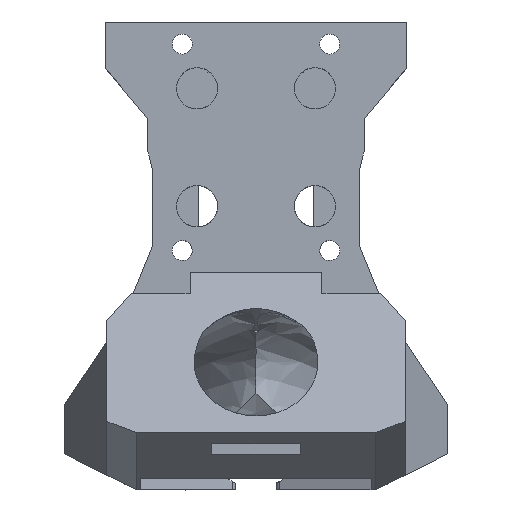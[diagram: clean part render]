
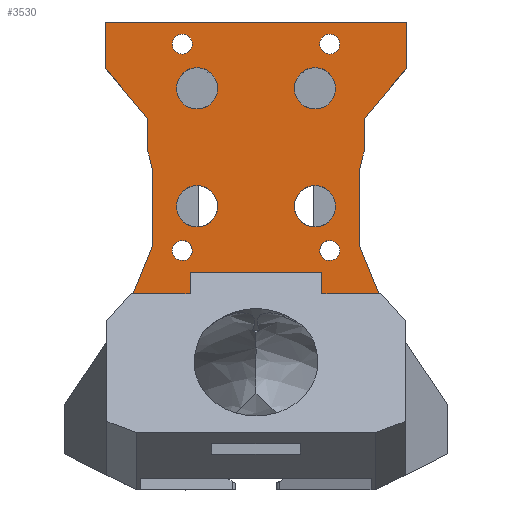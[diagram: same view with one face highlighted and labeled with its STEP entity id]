
A CAD part, front view. The second image highlights one B-rep face of the part: STEP entity #3530.
In plain terms, the highlighted planar face has unit normal (0, -1, 0).
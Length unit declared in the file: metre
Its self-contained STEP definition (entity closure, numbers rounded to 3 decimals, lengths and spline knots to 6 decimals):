
#47=CIRCLE('',#3744,0.0035);
#48=CIRCLE('',#3745,0.0035);
#49=CIRCLE('',#3746,0.0017);
#50=CIRCLE('',#3747,0.0017);
#51=CIRCLE('',#3748,0.0035);
#52=CIRCLE('',#3749,0.0035);
#53=CIRCLE('',#3750,0.0017);
#54=CIRCLE('',#3751,0.0017);
#337=ORIENTED_EDGE('',*,*,#1348,.F.);
#338=ORIENTED_EDGE('',*,*,#1374,.T.);
#339=ORIENTED_EDGE('',*,*,#1375,.F.);
#340=ORIENTED_EDGE('',*,*,#1376,.F.);
#341=ORIENTED_EDGE('',*,*,#1377,.F.);
#342=ORIENTED_EDGE('',*,*,#1378,.F.);
#343=ORIENTED_EDGE('',*,*,#1379,.F.);
#344=ORIENTED_EDGE('',*,*,#1380,.T.);
#345=ORIENTED_EDGE('',*,*,#1381,.T.);
#346=ORIENTED_EDGE('',*,*,#1382,.T.);
#347=ORIENTED_EDGE('',*,*,#1383,.T.);
#348=ORIENTED_EDGE('',*,*,#1384,.F.);
#349=ORIENTED_EDGE('',*,*,#1355,.T.);
#350=ORIENTED_EDGE('',*,*,#1385,.T.);
#351=ORIENTED_EDGE('',*,*,#1386,.F.);
#352=ORIENTED_EDGE('',*,*,#1387,.F.);
#353=ORIENTED_EDGE('',*,*,#1388,.T.);
#354=ORIENTED_EDGE('',*,*,#1389,.T.);
#355=ORIENTED_EDGE('',*,*,#1390,.T.);
#356=ORIENTED_EDGE('',*,*,#1391,.T.);
#357=ORIENTED_EDGE('',*,*,#1392,.F.);
#358=ORIENTED_EDGE('',*,*,#1393,.F.);
#1348=EDGE_CURVE('',#1867,#1869,#2190,.T.);
#1355=EDGE_CURVE('',#1875,#1876,#2196,.T.);
#1374=EDGE_CURVE('',#1867,#1891,#2212,.T.);
#1375=EDGE_CURVE('',#1892,#1891,#2213,.T.);
#1376=EDGE_CURVE('',#1893,#1892,#2214,.T.);
#1377=EDGE_CURVE('',#1894,#1893,#2215,.T.);
#1378=EDGE_CURVE('',#1895,#1894,#2216,.T.);
#1379=EDGE_CURVE('',#1896,#1895,#2217,.T.);
#1380=EDGE_CURVE('',#1896,#1897,#2218,.T.);
#1381=EDGE_CURVE('',#1897,#1898,#2219,.T.);
#1382=EDGE_CURVE('',#1898,#1899,#2220,.T.);
#1383=EDGE_CURVE('',#1899,#1900,#2221,.T.);
#1384=EDGE_CURVE('',#1875,#1900,#2222,.T.);
#1385=EDGE_CURVE('',#1876,#1869,#2223,.T.);
#1386=EDGE_CURVE('',#1901,#1901,#47,.T.);
#1387=EDGE_CURVE('',#1902,#1902,#48,.T.);
#1388=EDGE_CURVE('',#1903,#1903,#49,.T.);
#1389=EDGE_CURVE('',#1904,#1904,#50,.T.);
#1390=EDGE_CURVE('',#1905,#1905,#51,.T.);
#1391=EDGE_CURVE('',#1906,#1906,#52,.T.);
#1392=EDGE_CURVE('',#1907,#1907,#53,.T.);
#1393=EDGE_CURVE('',#1908,#1908,#54,.T.);
#1867=VERTEX_POINT('',#5805);
#1869=VERTEX_POINT('',#5808);
#1875=VERTEX_POINT('',#5825);
#1876=VERTEX_POINT('',#5826);
#1891=VERTEX_POINT('',#5866);
#1892=VERTEX_POINT('',#5868);
#1893=VERTEX_POINT('',#5870);
#1894=VERTEX_POINT('',#5872);
#1895=VERTEX_POINT('',#5874);
#1896=VERTEX_POINT('',#5876);
#1897=VERTEX_POINT('',#5878);
#1898=VERTEX_POINT('',#5880);
#1899=VERTEX_POINT('',#5882);
#1900=VERTEX_POINT('',#5884);
#1901=VERTEX_POINT('',#5888);
#1902=VERTEX_POINT('',#5890);
#1903=VERTEX_POINT('',#5892);
#1904=VERTEX_POINT('',#5894);
#1905=VERTEX_POINT('',#5896);
#1906=VERTEX_POINT('',#5898);
#1907=VERTEX_POINT('',#5900);
#1908=VERTEX_POINT('',#5902);
#2190=LINE('',#5807,#2539);
#2196=LINE('',#5824,#2545);
#2212=LINE('',#5865,#2561);
#2213=LINE('',#5867,#2562);
#2214=LINE('',#5869,#2563);
#2215=LINE('',#5871,#2564);
#2216=LINE('',#5873,#2565);
#2217=LINE('',#5875,#2566);
#2218=LINE('',#5877,#2567);
#2219=LINE('',#5879,#2568);
#2220=LINE('',#5881,#2569);
#2221=LINE('',#5883,#2570);
#2222=LINE('',#5885,#2571);
#2223=LINE('',#5886,#2572);
#2539=VECTOR('',#4078,1.);
#2545=VECTOR('',#4086,1.);
#2561=VECTOR('',#4112,1.);
#2562=VECTOR('',#4113,1.);
#2563=VECTOR('',#4114,1.);
#2564=VECTOR('',#4115,1.);
#2565=VECTOR('',#4116,1.);
#2566=VECTOR('',#4117,1.);
#2567=VECTOR('',#4118,1.);
#2568=VECTOR('',#4119,1.);
#2569=VECTOR('',#4120,1.);
#2570=VECTOR('',#4121,1.);
#2571=VECTOR('',#4122,1.);
#2572=VECTOR('',#4123,1.);
#2868=EDGE_LOOP('',(#337,#338,#339,#340,#341,#342,#343,#344,#345,#346,#347,
#348,#349,#350));
#2869=EDGE_LOOP('',(#351));
#2870=EDGE_LOOP('',(#352));
#2871=EDGE_LOOP('',(#353));
#2872=EDGE_LOOP('',(#354));
#2873=EDGE_LOOP('',(#355));
#2874=EDGE_LOOP('',(#356));
#2875=EDGE_LOOP('',(#357));
#2876=EDGE_LOOP('',(#358));
#3135=FACE_BOUND('',#2868,.T.);
#3136=FACE_BOUND('',#2869,.T.);
#3137=FACE_BOUND('',#2870,.T.);
#3138=FACE_BOUND('',#2871,.T.);
#3139=FACE_BOUND('',#2872,.T.);
#3140=FACE_BOUND('',#2873,.T.);
#3141=FACE_BOUND('',#2874,.T.);
#3142=FACE_BOUND('',#2875,.T.);
#3143=FACE_BOUND('',#2876,.T.);
#3394=PLANE('',#3743);
#3530=ADVANCED_FACE('',(#3135,#3136,#3137,#3138,#3139,#3140,#3141,#3142,
#3143),#3394,.F.);
#3743=AXIS2_PLACEMENT_3D('',#5864,#4110,#4111);
#3744=AXIS2_PLACEMENT_3D('',#5887,#4124,#4125);
#3745=AXIS2_PLACEMENT_3D('',#5889,#4126,#4127);
#3746=AXIS2_PLACEMENT_3D('',#5891,#4128,#4129);
#3747=AXIS2_PLACEMENT_3D('',#5893,#4130,#4131);
#3748=AXIS2_PLACEMENT_3D('',#5895,#4132,#4133);
#3749=AXIS2_PLACEMENT_3D('',#5897,#4134,#4135);
#3750=AXIS2_PLACEMENT_3D('',#5899,#4136,#4137);
#3751=AXIS2_PLACEMENT_3D('',#5901,#4138,#4139);
#4078=DIRECTION('',(0.378,0.,-0.926));
#4086=DIRECTION('',(-0.378,0.,-0.926));
#4110=DIRECTION('',(0.,1.,0.));
#4111=DIRECTION('',(0.,0.,1.));
#4112=DIRECTION('',(0.,0.,1.));
#4113=DIRECTION('',(-0.236,0.,-0.972));
#4114=DIRECTION('',(0.,0.,-1.));
#4115=DIRECTION('',(-0.643,0.,-0.766));
#4116=DIRECTION('',(0.,0.,-1.));
#4117=DIRECTION('',(1.,0.,0.));
#4118=DIRECTION('',(0.,0.,-1.));
#4119=DIRECTION('',(0.643,0.,-0.766));
#4120=DIRECTION('',(0.,0.,-1.));
#4121=DIRECTION('',(0.236,0.,-0.972));
#4122=DIRECTION('',(0.,0.,1.));
#4123=DIRECTION('',(1.,0.,0.));
#4124=DIRECTION('',(0.,-1.,0.));
#4125=DIRECTION('',(0.,0.,-1.));
#4126=DIRECTION('',(0.,-1.,0.));
#4127=DIRECTION('',(0.,0.,-1.));
#4128=DIRECTION('',(0.,1.,0.));
#4129=DIRECTION('',(-1.,0.,0.));
#4130=DIRECTION('',(0.,1.,0.));
#4131=DIRECTION('',(-1.,0.,0.));
#4132=DIRECTION('',(0.,1.,0.));
#4133=DIRECTION('',(0.,0.,-1.));
#4134=DIRECTION('',(0.,1.,0.));
#4135=DIRECTION('',(0.,0.,-1.));
#4136=DIRECTION('',(0.,-1.,0.));
#4137=DIRECTION('',(1.,0.,0.));
#4138=DIRECTION('',(0.,-1.,0.));
#4139=DIRECTION('',(1.,0.,0.));
#5805=CARTESIAN_POINT('',(0.0175,-0.01365,0.043332));
#5807=CARTESIAN_POINT('',(0.023813,-0.01365,0.027869));
#5808=CARTESIAN_POINT('',(0.023274,-0.01365,0.02919));
#5824=CARTESIAN_POINT('',(-0.023813,-0.01365,0.027869));
#5825=CARTESIAN_POINT('',(-0.0175,-0.01365,0.043332));
#5826=CARTESIAN_POINT('',(-0.023274,-0.01365,0.02919));
#5864=CARTESIAN_POINT('',(0.,-0.01365,0.018147));
#5865=CARTESIAN_POINT('',(0.0175,-0.01365,0.018147));
#5866=CARTESIAN_POINT('',(0.0175,-0.01365,0.055865));
#5867=CARTESIAN_POINT('',(0.01795,-0.01365,0.05772));
#5868=CARTESIAN_POINT('',(0.0184,-0.01365,0.059575));
#5869=CARTESIAN_POINT('',(0.0184,-0.01365,0.064575));
#5870=CARTESIAN_POINT('',(0.0184,-0.01365,0.064908));
#5871=CARTESIAN_POINT('',(0.024726,-0.01365,0.072447));
#5872=CARTESIAN_POINT('',(0.0256,-0.01365,0.073489));
#5873=CARTESIAN_POINT('',(0.0256,-0.01365,0.07875));
#5874=CARTESIAN_POINT('',(0.0256,-0.01365,0.08125));
#5875=CARTESIAN_POINT('',(0.012,-0.01365,0.08125));
#5876=CARTESIAN_POINT('',(-0.0256,-0.01365,0.08125));
#5877=CARTESIAN_POINT('',(-0.0256,-0.01365,0.07875));
#5878=CARTESIAN_POINT('',(-0.0256,-0.01365,0.073489));
#5879=CARTESIAN_POINT('',(-0.024726,-0.01365,0.072447));
#5880=CARTESIAN_POINT('',(-0.0184,-0.01365,0.064908));
#5881=CARTESIAN_POINT('',(-0.0184,-0.01365,0.064575));
#5882=CARTESIAN_POINT('',(-0.0184,-0.01365,0.059575));
#5883=CARTESIAN_POINT('',(-0.01795,-0.01365,0.05772));
#5884=CARTESIAN_POINT('',(-0.0175,-0.01365,0.055865));
#5885=CARTESIAN_POINT('',(-0.0175,-0.01365,0.018147));
#5886=CARTESIAN_POINT('',(-0.12414,-0.01365,0.02919));
#5887=CARTESIAN_POINT('',(-0.01,-0.01365,0.05));
#5888=CARTESIAN_POINT('',(-0.01,-0.01365,0.0465));
#5889=CARTESIAN_POINT('',(-0.01,-0.01365,0.07));
#5890=CARTESIAN_POINT('',(-0.01,-0.01365,0.0665));
#5891=CARTESIAN_POINT('',(-0.0125,-0.01365,0.0425));
#5892=CARTESIAN_POINT('',(-0.0142,-0.01365,0.0425));
#5893=CARTESIAN_POINT('',(-0.0125,-0.01365,0.0775));
#5894=CARTESIAN_POINT('',(-0.0142,-0.01365,0.0775));
#5895=CARTESIAN_POINT('',(0.01,-0.01365,0.05));
#5896=CARTESIAN_POINT('',(0.01,-0.01365,0.0465));
#5897=CARTESIAN_POINT('',(0.01,-0.01365,0.07));
#5898=CARTESIAN_POINT('',(0.01,-0.01365,0.0665));
#5899=CARTESIAN_POINT('',(0.0125,-0.01365,0.0425));
#5900=CARTESIAN_POINT('',(0.0142,-0.01365,0.0425));
#5901=CARTESIAN_POINT('',(0.0125,-0.01365,0.0775));
#5902=CARTESIAN_POINT('',(0.0142,-0.01365,0.0775));
